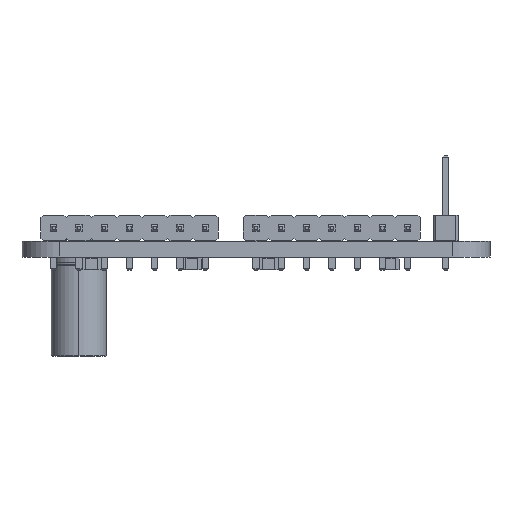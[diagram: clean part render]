
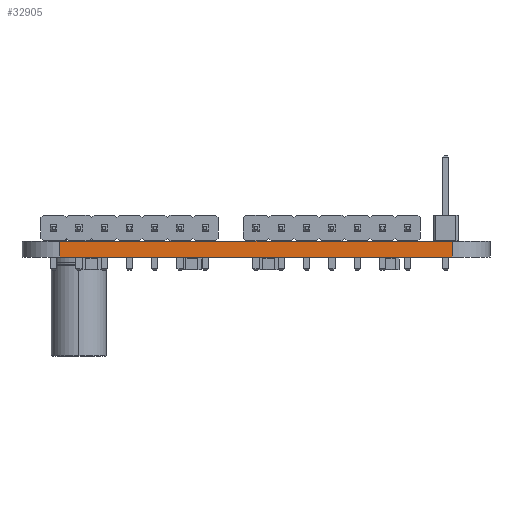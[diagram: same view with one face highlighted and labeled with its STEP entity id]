
A CAD part, left-side view. The second image highlights one B-rep face of the part: STEP entity #32905.
In plain terms, the highlighted planar face has unit normal (-1, 0, 0).
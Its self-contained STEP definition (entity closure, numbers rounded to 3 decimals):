
#27073 = PLANE('',#27074);
#27074 = AXIS2_PLACEMENT_3D('',#27075,#27076,#27077);
#27075 = CARTESIAN_POINT('',(100.013,-105.41,1.6));
#27076 = DIRECTION('',(0.,0.,1.));
#27077 = DIRECTION('',(1.,0.,-0.));
#27128 = PLANE('',#27129);
#27129 = AXIS2_PLACEMENT_3D('',#27130,#27131,#27132);
#27130 = CARTESIAN_POINT('',(100.013,-105.41,0.));
#27131 = DIRECTION('',(0.,0.,1.));
#27132 = DIRECTION('',(1.,0.,-0.));
#27161 = CYLINDRICAL_SURFACE('',#27162,3.81);
#27162 = AXIS2_PLACEMENT_3D('',#27163,#27164,#27165);
#27163 = CARTESIAN_POINT('',(71.755,-125.095,0.));
#27164 = DIRECTION('',(-0.,-0.,-1.));
#27165 = DIRECTION('',(1.,0.,-0.));
#27350 = VERTEX_POINT('',#27351);
#27351 = CARTESIAN_POINT('',(67.945,-85.725,0.));
#27366 = CYLINDRICAL_SURFACE('',#27367,3.81);
#27367 = AXIS2_PLACEMENT_3D('',#27368,#27369,#27370);
#27368 = CARTESIAN_POINT('',(71.755,-85.725,0.));
#27369 = DIRECTION('',(-0.,-0.,-1.));
#27370 = DIRECTION('',(1.,0.,-0.));
#27378 = EDGE_CURVE('',#27350,#27379,#27381,.T.);
#27379 = VERTEX_POINT('',#27380);
#27380 = CARTESIAN_POINT('',(67.945,-125.095,0.));
#27381 = SURFACE_CURVE('',#27382,(#27386,#27393),.PCURVE_S1.);
#27382 = LINE('',#27383,#27384);
#27383 = CARTESIAN_POINT('',(67.945,-85.725,0.));
#27384 = VECTOR('',#27385,1.);
#27385 = DIRECTION('',(0.,-1.,0.));
#27386 = PCURVE('',#27128,#27387);
#27387 = DEFINITIONAL_REPRESENTATION('',(#27388),#27392);
#27388 = LINE('',#27389,#27390);
#27389 = CARTESIAN_POINT('',(-32.068,19.685));
#27390 = VECTOR('',#27391,1.);
#27391 = DIRECTION('',(0.,-1.));
#27392 = ( GEOMETRIC_REPRESENTATION_CONTEXT(2) 
PARAMETRIC_REPRESENTATION_CONTEXT() REPRESENTATION_CONTEXT('2D SPACE',''
  ) );
#27393 = PCURVE('',#27394,#27399);
#27394 = PLANE('',#27395);
#27395 = AXIS2_PLACEMENT_3D('',#27396,#27397,#27398);
#27396 = CARTESIAN_POINT('',(67.945,-85.725,0.));
#27397 = DIRECTION('',(1.,0.,0.));
#27398 = DIRECTION('',(0.,-1.,0.));
#27399 = DEFINITIONAL_REPRESENTATION('',(#27400),#27404);
#27400 = LINE('',#27401,#27402);
#27401 = CARTESIAN_POINT('',(0.,0.));
#27402 = VECTOR('',#27403,1.);
#27403 = DIRECTION('',(1.,0.));
#27404 = ( GEOMETRIC_REPRESENTATION_CONTEXT(2) 
PARAMETRIC_REPRESENTATION_CONTEXT() REPRESENTATION_CONTEXT('2D SPACE',''
  ) );
#30365 = VERTEX_POINT('',#30366);
#30366 = CARTESIAN_POINT('',(67.945,-85.725,1.6));
#30388 = EDGE_CURVE('',#30365,#30389,#30391,.T.);
#30389 = VERTEX_POINT('',#30390);
#30390 = CARTESIAN_POINT('',(67.945,-125.095,1.6));
#30391 = SURFACE_CURVE('',#30392,(#30396,#30403),.PCURVE_S1.);
#30392 = LINE('',#30393,#30394);
#30393 = CARTESIAN_POINT('',(67.945,-85.725,1.6));
#30394 = VECTOR('',#30395,1.);
#30395 = DIRECTION('',(0.,-1.,0.));
#30396 = PCURVE('',#27073,#30397);
#30397 = DEFINITIONAL_REPRESENTATION('',(#30398),#30402);
#30398 = LINE('',#30399,#30400);
#30399 = CARTESIAN_POINT('',(-32.068,19.685));
#30400 = VECTOR('',#30401,1.);
#30401 = DIRECTION('',(0.,-1.));
#30402 = ( GEOMETRIC_REPRESENTATION_CONTEXT(2) 
PARAMETRIC_REPRESENTATION_CONTEXT() REPRESENTATION_CONTEXT('2D SPACE',''
  ) );
#30403 = PCURVE('',#27394,#30404);
#30404 = DEFINITIONAL_REPRESENTATION('',(#30405),#30409);
#30405 = LINE('',#30406,#30407);
#30406 = CARTESIAN_POINT('',(0.,-1.6));
#30407 = VECTOR('',#30408,1.);
#30408 = DIRECTION('',(1.,0.));
#30409 = ( GEOMETRIC_REPRESENTATION_CONTEXT(2) 
PARAMETRIC_REPRESENTATION_CONTEXT() REPRESENTATION_CONTEXT('2D SPACE',''
  ) );
#32855 = EDGE_CURVE('',#27379,#30389,#32856,.T.);
#32856 = SURFACE_CURVE('',#32857,(#32861,#32868),.PCURVE_S1.);
#32857 = LINE('',#32858,#32859);
#32858 = CARTESIAN_POINT('',(67.945,-125.095,0.));
#32859 = VECTOR('',#32860,1.);
#32860 = DIRECTION('',(0.,0.,1.));
#32861 = PCURVE('',#27161,#32862);
#32862 = DEFINITIONAL_REPRESENTATION('',(#32863),#32867);
#32863 = LINE('',#32864,#32865);
#32864 = CARTESIAN_POINT('',(-3.142,0.));
#32865 = VECTOR('',#32866,1.);
#32866 = DIRECTION('',(-0.,-1.));
#32867 = ( GEOMETRIC_REPRESENTATION_CONTEXT(2) 
PARAMETRIC_REPRESENTATION_CONTEXT() REPRESENTATION_CONTEXT('2D SPACE',''
  ) );
#32868 = PCURVE('',#27394,#32869);
#32869 = DEFINITIONAL_REPRESENTATION('',(#32870),#32874);
#32870 = LINE('',#32871,#32872);
#32871 = CARTESIAN_POINT('',(39.37,0.));
#32872 = VECTOR('',#32873,1.);
#32873 = DIRECTION('',(0.,-1.));
#32874 = ( GEOMETRIC_REPRESENTATION_CONTEXT(2) 
PARAMETRIC_REPRESENTATION_CONTEXT() REPRESENTATION_CONTEXT('2D SPACE',''
  ) );
#32905 = ADVANCED_FACE('',(#32906),#27394,.F.);
#32906 = FACE_BOUND('',#32907,.F.);
#32907 = EDGE_LOOP('',(#32908,#32929,#32930,#32931));
#32908 = ORIENTED_EDGE('',*,*,#32909,.T.);
#32909 = EDGE_CURVE('',#27350,#30365,#32910,.T.);
#32910 = SURFACE_CURVE('',#32911,(#32915,#32922),.PCURVE_S1.);
#32911 = LINE('',#32912,#32913);
#32912 = CARTESIAN_POINT('',(67.945,-85.725,0.));
#32913 = VECTOR('',#32914,1.);
#32914 = DIRECTION('',(0.,0.,1.));
#32915 = PCURVE('',#27394,#32916);
#32916 = DEFINITIONAL_REPRESENTATION('',(#32917),#32921);
#32917 = LINE('',#32918,#32919);
#32918 = CARTESIAN_POINT('',(0.,0.));
#32919 = VECTOR('',#32920,1.);
#32920 = DIRECTION('',(0.,-1.));
#32921 = ( GEOMETRIC_REPRESENTATION_CONTEXT(2) 
PARAMETRIC_REPRESENTATION_CONTEXT() REPRESENTATION_CONTEXT('2D SPACE',''
  ) );
#32922 = PCURVE('',#27366,#32923);
#32923 = DEFINITIONAL_REPRESENTATION('',(#32924),#32928);
#32924 = LINE('',#32925,#32926);
#32925 = CARTESIAN_POINT('',(-3.142,0.));
#32926 = VECTOR('',#32927,1.);
#32927 = DIRECTION('',(-0.,-1.));
#32928 = ( GEOMETRIC_REPRESENTATION_CONTEXT(2) 
PARAMETRIC_REPRESENTATION_CONTEXT() REPRESENTATION_CONTEXT('2D SPACE',''
  ) );
#32929 = ORIENTED_EDGE('',*,*,#30388,.T.);
#32930 = ORIENTED_EDGE('',*,*,#32855,.F.);
#32931 = ORIENTED_EDGE('',*,*,#27378,.F.);
